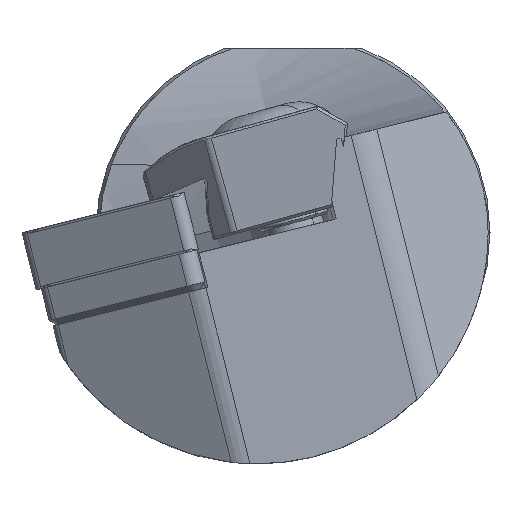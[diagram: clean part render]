
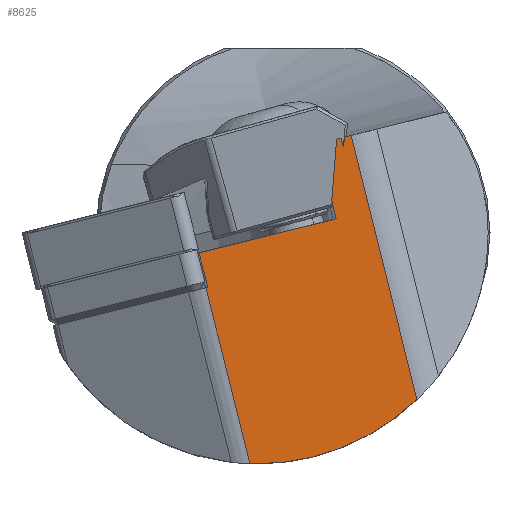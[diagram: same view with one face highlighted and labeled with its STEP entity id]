
A CAD part, left-side view. The second image highlights one B-rep face of the part: STEP entity #8625.
In plain terms, the highlighted planar face has unit normal (-1, 0.012, -0.003).
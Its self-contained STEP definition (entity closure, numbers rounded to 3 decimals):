
#89 = CARTESIAN_POINT ( 'NONE',  ( -206.608, -9.062, 7.704 ) ) ;
#104 = CARTESIAN_POINT ( 'NONE',  ( -206.431, -1.365, -18.809 ) ) ;
#356 = CARTESIAN_POINT ( 'NONE',  ( -206.77, -119.376, -382.284 ) ) ;
#419 = DIRECTION ( 'NONE',  ( 1., -0.012, 0.003 ) ) ;
#605 = CARTESIAN_POINT ( 'NONE',  ( -206.615, -14.937, -13.61 ) ) ;
#634 = ORIENTED_EDGE ( 'NONE', *, *, #3539, .T. ) ;
#672 = DIRECTION ( 'NONE',  ( 0., 0.242, 0.97 ) ) ;
#726 = CARTESIAN_POINT ( 'NONE',  ( -206.599, -8.413, 7.542 ) ) ;
#762 = VERTEX_POINT ( 'NONE', #726 ) ;
#884 = VERTEX_POINT ( 'NONE', #104 ) ;
#1060 = VECTOR ( 'NONE', #5220, 1000. ) ;
#1172 = PLANE ( 'NONE',  #6162 ) ;
#1448 = CARTESIAN_POINT ( 'NONE',  ( -206.579, -8.379, 1.082 ) ) ;
#1612 = CARTESIAN_POINT ( 'NONE',  ( -204.894, 35.374, -368.704 ) ) ;
#2174 = ORIENTED_EDGE ( 'NONE', *, *, #10243, .F. ) ;
#2214 = CARTESIAN_POINT ( 'NONE',  ( -206.558, -11.246, -17.145 ) ) ;
#2262 = LINE ( 'NONE', #356, #4783 ) ;
#2635 = FACE_OUTER_BOUND ( 'NONE', #8665, .T. ) ;
#2675 = CARTESIAN_POINT ( 'NONE',  ( -206.613, -9.414, 7.792 ) ) ;
#2688 = DIRECTION ( 'NONE',  ( 0., -0.242, -0.97 ) ) ;
#2698 = ORIENTED_EDGE ( 'NONE', *, *, #5867, .F. ) ;
#2811 = ORIENTED_EDGE ( 'NONE', *, *, #9054, .F. ) ;
#2839 =( BOUNDED_CURVE ( )  B_SPLINE_CURVE ( 3, ( #6063, #2214, #7727, #2972 ),
 .UNSPECIFIED., .F., .F. ) 
 B_SPLINE_CURVE_WITH_KNOTS ( ( 4, 4 ),
 ( 1.051, 1.847 ),
 .UNSPECIFIED. ) 
 CURVE ( )  GEOMETRIC_REPRESENTATION_ITEM ( )  RATIONAL_B_SPLINE_CURVE ( ( 1., 0.948, 0.948, 1. ) ) 
 REPRESENTATION_ITEM ( '' )  );
#2851 = CARTESIAN_POINT ( 'NONE',  ( -206.599, -8.413, 7.542 ) ) ;
#2941 = CARTESIAN_POINT ( 'NONE',  ( -206.615, -11.104, 1.761 ) ) ;
#2945 = EDGE_CURVE ( 'NONE', #762, #9060, #4679, .T. ) ;
#2972 = CARTESIAN_POINT ( 'NONE',  ( -206.431, -1.365, -18.809 ) ) ;
#3208 = B_SPLINE_CURVE_WITH_KNOTS ( 'NONE', 3,
 ( #89, #7305, #2675, #5032 ),
 .UNSPECIFIED., .F., .F.,
 ( 4, 4 ),
 ( 0.028, 0.028 ),
 .UNSPECIFIED. ) ;
#3469 = EDGE_CURVE ( 'NONE', #7137, #9137, #6694, .T. ) ;
#3499 = DIRECTION ( 'NONE',  ( -0.004, -0.079, 0.997 ) ) ;
#3539 = EDGE_CURVE ( 'NONE', #6667, #6607, #9581, .T. ) ;
#3601 = CARTESIAN_POINT ( 'NONE',  ( -206.604, -8.772, 7.631 ) ) ;
#3646 = DIRECTION ( 'NONE',  ( -0.013, -0.97, 0.242 ) ) ;
#3739 = CARTESIAN_POINT ( 'NONE',  ( -206.433, 2.745, -1.692 ) ) ;
#3946 = VERTEX_POINT ( 'NONE', #7171 ) ;
#3949 = EDGE_CURVE ( 'NONE', #3946, #9137, #3208, .T. ) ;
#4298 = EDGE_CURVE ( 'NONE', #7137, #884, #2839, .T. ) ;
#4363 = EDGE_CURVE ( 'NONE', #6325, #8134, #6878, .T. ) ;
#4370 = VECTOR ( 'NONE', #3499, 1000. ) ;
#4679 = B_SPLINE_CURVE_WITH_KNOTS ( 'NONE', 3,
 ( #2851, #8376, #6852, #3601 ),
 .UNSPECIFIED., .F., .F.,
 ( 4, 4 ),
 ( 0.027, 0.027 ),
 .UNSPECIFIED. ) ;
#4702 = VECTOR ( 'NONE', #3646, 1000. ) ;
#4783 = VECTOR ( 'NONE', #6736, 1000. ) ;
#5027 = LINE ( 'NONE', #5575, #9165 ) ;
#5032 = CARTESIAN_POINT ( 'NONE',  ( -206.615, -9.59, 7.836 ) ) ;
#5220 = DIRECTION ( 'NONE',  ( 0., 0.242, 0.97 ) ) ;
#5403 = VECTOR ( 'NONE', #672, 1000. ) ;
#5474 = CARTESIAN_POINT ( 'NONE',  ( -206.433, -93.835, -389.054 ) ) ;
#5532 = CARTESIAN_POINT ( 'NONE',  ( -206.605, -8.971, 6.929 ) ) ;
#5575 = CARTESIAN_POINT ( 'NONE',  ( -206.615, -11.801, -1.033 ) ) ;
#5787 = VECTOR ( 'NONE', #8325, 1000. ) ;
#5867 = EDGE_CURVE ( 'NONE', #6667, #762, #7713, .T. ) ;
#5873 = CARTESIAN_POINT ( 'NONE',  ( -206.615, -107.684, -385.601 ) ) ;
#6063 = CARTESIAN_POINT ( 'NONE',  ( -206.615, -14.937, -13.61 ) ) ;
#6074 = CARTESIAN_POINT ( 'NONE',  ( -206.615, -107.684, -385.601 ) ) ;
#6147 = ORIENTED_EDGE ( 'NONE', *, *, #3949, .F. ) ;
#6149 = EDGE_CURVE ( 'NONE', #6325, #7893, #5027, .T. ) ;
#6162 = AXIS2_PLACEMENT_3D ( 'NONE', #6074, #419, #7672 ) ;
#6325 = VERTEX_POINT ( 'NONE', #9077 ) ;
#6380 = EDGE_CURVE ( 'NONE', #9060, #8277, #2262, .T. ) ;
#6408 = LINE ( 'NONE', #2941, #4702 ) ;
#6607 = VERTEX_POINT ( 'NONE', #1448 ) ;
#6667 = VERTEX_POINT ( 'NONE', #7108 ) ;
#6694 = LINE ( 'NONE', #5873, #1060 ) ;
#6736 = DIRECTION ( 'NONE',  ( 0., -0.273, -0.962 ) ) ;
#6813 = VECTOR ( 'NONE', #2688, 1000. ) ;
#6852 = CARTESIAN_POINT ( 'NONE',  ( -206.603, -8.652, 7.602 ) ) ;
#6878 = LINE ( 'NONE', #5474, #5403 ) ;
#6923 = ORIENTED_EDGE ( 'NONE', *, *, #6149, .T. ) ;
#7017 = LINE ( 'NONE', #1612, #8914 ) ;
#7108 = CARTESIAN_POINT ( 'NONE',  ( -206.579, -8.018, 2.532 ) ) ;
#7137 = VERTEX_POINT ( 'NONE', #605 ) ;
#7171 = CARTESIAN_POINT ( 'NONE',  ( -206.608, -9.062, 7.704 ) ) ;
#7305 = CARTESIAN_POINT ( 'NONE',  ( -206.61, -9.238, 7.748 ) ) ;
#7460 = CARTESIAN_POINT ( 'NONE',  ( -206.579, -104.96, -386.28 ) ) ;
#7626 = CARTESIAN_POINT ( 'NONE',  ( -206.604, -8.772, 7.631 ) ) ;
#7672 = DIRECTION ( 'NONE',  ( 0., -0.242, -0.97 ) ) ;
#7713 = LINE ( 'NONE', #9887, #4370 ) ;
#7727 = CARTESIAN_POINT ( 'NONE',  ( -206.493, -6.473, -18.973 ) ) ;
#7893 = VERTEX_POINT ( 'NONE', #9984 ) ;
#8134 = VERTEX_POINT ( 'NONE', #3739 ) ;
#8277 = VERTEX_POINT ( 'NONE', #5532 ) ;
#8325 = DIRECTION ( 'NONE',  ( 0., 0.242, 0.97 ) ) ;
#8376 = CARTESIAN_POINT ( 'NONE',  ( -206.601, -8.532, 7.572 ) ) ;
#8625 = ADVANCED_FACE ( 'NONE', ( #2635 ), #1172, .F. ) ;
#8635 = ORIENTED_EDGE ( 'NONE', *, *, #2945, .F. ) ;
#8665 = EDGE_LOOP ( 'NONE', ( #8635, #2698, #634, #2811, #10001, #6923, #9650, #8936, #9037, #6147, #2174, #10165 ) ) ;
#8730 = DIRECTION ( 'NONE',  ( 0.013, 0.97, -0.242 ) ) ;
#8822 = DIRECTION ( 'NONE',  ( -0.005, -0.117, 0.993 ) ) ;
#8914 = VECTOR ( 'NONE', #8822, 1000. ) ;
#8936 = ORIENTED_EDGE ( 'NONE', *, *, #4298, .F. ) ;
#9037 = ORIENTED_EDGE ( 'NONE', *, *, #3469, .T. ) ;
#9054 = EDGE_CURVE ( 'NONE', #8134, #6607, #6408, .T. ) ;
#9060 = VERTEX_POINT ( 'NONE', #7626 ) ;
#9077 = CARTESIAN_POINT ( 'NONE',  ( -206.433, 2.049, -4.486 ) ) ;
#9137 = VERTEX_POINT ( 'NONE', #10110 ) ;
#9165 = VECTOR ( 'NONE', #8730, 1000. ) ;
#9429 = LINE ( 'NONE', #10016, #5787 ) ;
#9581 = LINE ( 'NONE', #7460, #6813 ) ;
#9650 = ORIENTED_EDGE ( 'NONE', *, *, #10053, .F. ) ;
#9887 = CARTESIAN_POINT ( 'NONE',  ( -205.042, 21.754, -375.397 ) ) ;
#9984 = CARTESIAN_POINT ( 'NONE',  ( -206.431, 2.197, -4.523 ) ) ;
#10001 = ORIENTED_EDGE ( 'NONE', *, *, #4363, .F. ) ;
#10016 = CARTESIAN_POINT ( 'NONE',  ( -206.431, -93.687, -389.091 ) ) ;
#10053 = EDGE_CURVE ( 'NONE', #884, #7893, #9429, .T. ) ;
#10110 = CARTESIAN_POINT ( 'NONE',  ( -206.615, -9.59, 7.836 ) ) ;
#10165 = ORIENTED_EDGE ( 'NONE', *, *, #6380, .F. ) ;
#10243 = EDGE_CURVE ( 'NONE', #8277, #3946, #7017, .T. ) ;
